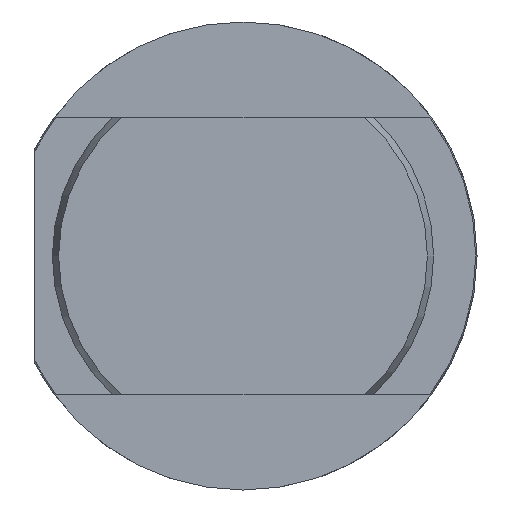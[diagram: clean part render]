
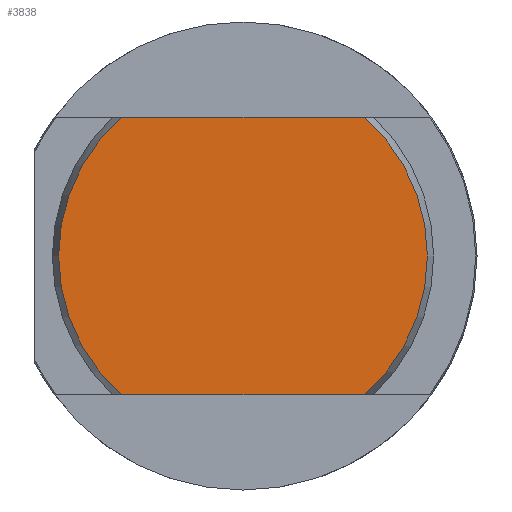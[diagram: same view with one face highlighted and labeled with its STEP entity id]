
A CAD part, left-side view. The second image highlights one B-rep face of the part: STEP entity #3838.
In plain terms, the highlighted planar face has unit normal (-1, 0, 0).
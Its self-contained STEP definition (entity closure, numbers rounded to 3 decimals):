
#33 = VERTEX_POINT ( 'NONE', #4008 ) ;
#136 = ORIENTED_EDGE ( 'NONE', *, *, #1287, .F. ) ;
#182 = ORIENTED_EDGE ( 'NONE', *, *, #1289, .F. ) ;
#183 = ORIENTED_EDGE ( 'NONE', *, *, #1275, .T. ) ;
#300 = ORIENTED_EDGE ( 'NONE', *, *, #1288, .T. ) ;
#453 = LINE ( 'NONE', #2078, #458 ) ;
#456 = VECTOR ( 'NONE', #2084, 1000. ) ;
#457 = CIRCLE ( 'NONE', #1482, 10.636 ) ;
#458 = VECTOR ( 'NONE', #2079, 1000. ) ;
#470 = CIRCLE ( 'NONE', #1474, 10.636 ) ;
#471 = LINE ( 'NONE', #2083, #456 ) ;
#784 = FACE_OUTER_BOUND ( 'NONE', #3499, .T. ) ;
#972 = CARTESIAN_POINT ( 'NONE',  ( 0., -7.009, 8. ) ) ;
#1275 = EDGE_CURVE ( 'NONE', #33, #3998, #470, .T. ) ;
#1287 = EDGE_CURVE ( 'NONE', #33, #3890, #453, .T. ) ;
#1288 = EDGE_CURVE ( 'NONE', #3267, #3890, #457, .T. ) ;
#1289 = EDGE_CURVE ( 'NONE', #3267, #3998, #471, .T. ) ;
#1474 = AXIS2_PLACEMENT_3D ( 'NONE', #2036, #2038, #2039 ) ;
#1482 = AXIS2_PLACEMENT_3D ( 'NONE', #2069, #2081, #2082 ) ;
#1673 = AXIS2_PLACEMENT_3D ( 'NONE', #2863, #2866, #2867 ) ;
#2036 = CARTESIAN_POINT ( 'NONE',  ( 0., 0., 0. ) ) ;
#2038 = DIRECTION ( 'NONE',  ( -1., 0., 0. ) ) ;
#2039 = DIRECTION ( 'NONE',  ( 0., 0., -1. ) ) ;
#2069 = CARTESIAN_POINT ( 'NONE',  ( 0., 0., 0. ) ) ;
#2078 = CARTESIAN_POINT ( 'NONE',  ( 0., 12.75, -8. ) ) ;
#2079 = DIRECTION ( 'NONE',  ( 0., 1., 0. ) ) ;
#2081 = DIRECTION ( 'NONE',  ( -1., 0., 0. ) ) ;
#2082 = DIRECTION ( 'NONE',  ( 0., 0., -1. ) ) ;
#2083 = CARTESIAN_POINT ( 'NONE',  ( 0., 12.75, 8. ) ) ;
#2084 = DIRECTION ( 'NONE',  ( 0., -1., 0. ) ) ;
#2406 = CARTESIAN_POINT ( 'NONE',  ( 0., 7.009, 8. ) ) ;
#2863 = CARTESIAN_POINT ( 'NONE',  ( 0., 0., 0. ) ) ;
#2864 = PLANE ( 'NONE',  #1673 ) ;
#2866 = DIRECTION ( 'NONE',  ( 1., 0., 0. ) ) ;
#2867 = DIRECTION ( 'NONE',  ( 0., 0., -1. ) ) ;
#2923 = CARTESIAN_POINT ( 'NONE',  ( 0., 7.009, -8. ) ) ;
#3267 = VERTEX_POINT ( 'NONE', #2406 ) ;
#3499 = EDGE_LOOP ( 'NONE', ( #300, #136, #183, #182 ) ) ;
#3838 = ADVANCED_FACE ( 'NONE', ( #784 ), #2864, .F. ) ;
#3890 = VERTEX_POINT ( 'NONE', #2923 ) ;
#3998 = VERTEX_POINT ( 'NONE', #972 ) ;
#4008 = CARTESIAN_POINT ( 'NONE',  ( 0., -7.009, -8. ) ) ;
